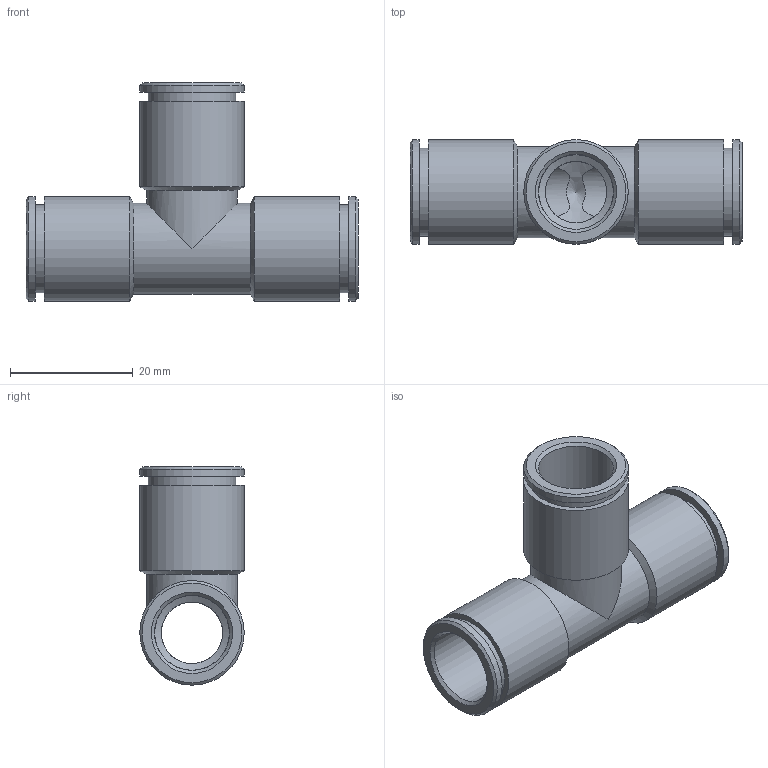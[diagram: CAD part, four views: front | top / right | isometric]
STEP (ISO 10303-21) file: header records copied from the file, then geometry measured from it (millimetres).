
FILE_DESCRIPTION(( 'RV.05.12.00.STP' ), '1');
FILE_NAME( 'RV.05.12.00.STP', '2018-10-09T16:09:41',( 'Sopra'),('sopra-pneumatic.com'), 'SwSTEP 2.0','SolidWorks 2009','' );
FILE_SCHEMA (('AUTOMOTIVE_DESIGN { 1 0 10303 214 1 1 1 1 }'));
Length unit declared in the file: millimetre
Products named in the file (5): Root; R200506; DR12
Assembly tree (4 placements, depth 2):
  Root
    R200506
    DR12
    DR12
    DR12
Bounding box: 54 x 17 x 35.5 mm (x, y, z)
Volume: 5887.7 mm3; surface area: 9779.9 mm2
Topology: 4 solids, 4 shells, 68 faces, 133 edges, 80 vertices
Faces by surface type: cylinder 28, cone 22, plane 18
Full cylindrical faces by diameter (mm): 10 x3, 12.15 x3, 12.2 x3, 13.2 x3, 14.3 x3, 14.5 x3, 14.8 x2, 17 x6
Entity records: 2568 total; most frequent: CARTESIAN_POINT 502, DIRECTION 298, PRESENTATION_STYLE_ASSIGNMENT 154, COLOUR_RGB 151, DRAUGHTING_PRE_DEFINED_CURVE_FONT 150, CURVE_STYLE 150, OVER_RIDING_STYLED_ITEM 150, ORIENTED_EDGE 150
